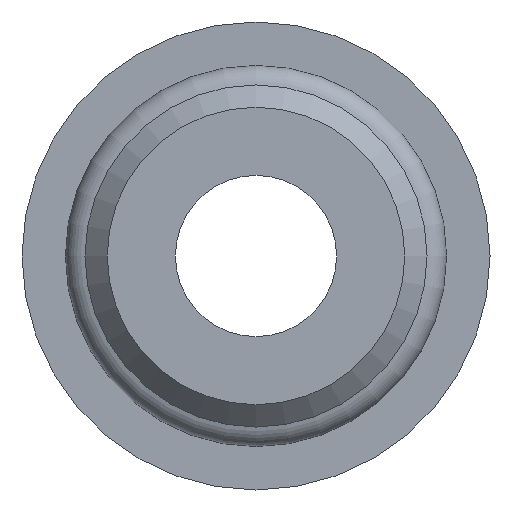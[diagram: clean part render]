
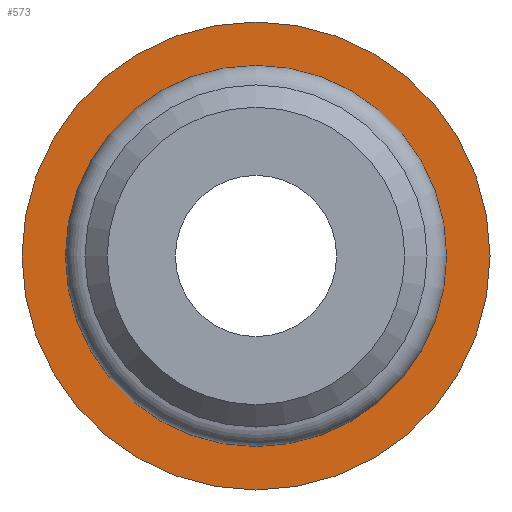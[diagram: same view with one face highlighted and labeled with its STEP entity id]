
A CAD part, front view. The second image highlights one B-rep face of the part: STEP entity #573.
In plain terms, the highlighted planar face has unit normal (0, -1, 0).
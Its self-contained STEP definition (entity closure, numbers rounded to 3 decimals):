
#124=CIRCLE('',#638,7.33);
#125=CIRCLE('',#640,9.);
#191=VERTEX_POINT('',#946);
#192=VERTEX_POINT('',#950);
#321=EDGE_CURVE('',#191,#191,#124,.T.);
#322=EDGE_CURVE('',#192,#192,#125,.T.);
#456=ORIENTED_EDGE('',*,*,#322,.T.);
#457=ORIENTED_EDGE('',*,*,#321,.F.);
#501=EDGE_LOOP('',(#456));
#502=EDGE_LOOP('',(#457));
#540=FACE_BOUND('',#501,.T.);
#541=FACE_BOUND('',#502,.T.);
#573=ADVANCED_FACE('',(#540,#541),#966,.T.);
#638=AXIS2_PLACEMENT_3D('',#947,#783,#784);
#639=AXIS2_PLACEMENT_3D('',#948,#785,$);
#640=AXIS2_PLACEMENT_3D('',#949,#786,#787);
#783=DIRECTION('',(0.,-1.,0.));
#784=DIRECTION('',(0.,0.,-7.33));
#785=DIRECTION('',(0.,-1.,0.));
#786=DIRECTION('',(0.,-1.,0.));
#787=DIRECTION('',(0.,0.,-9.));
#946=CARTESIAN_POINT('',(0.,8.,-7.33));
#947=CARTESIAN_POINT('',(0.,8.,0.));
#948=CARTESIAN_POINT('',(7.33,8.,0.));
#949=CARTESIAN_POINT('',(0.,8.,0.));
#950=CARTESIAN_POINT('',(0.,8.,-9.));
#966=PLANE('',#639);
